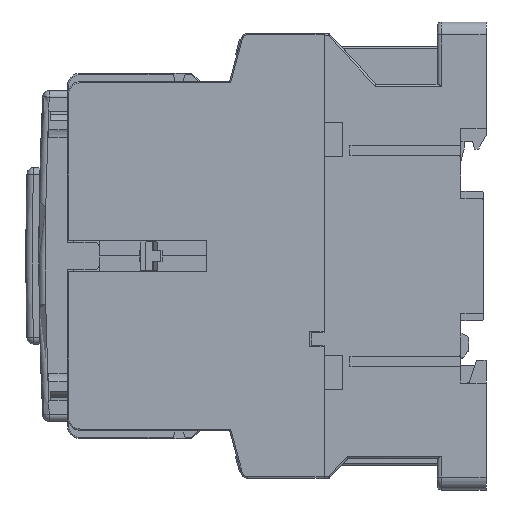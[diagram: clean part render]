
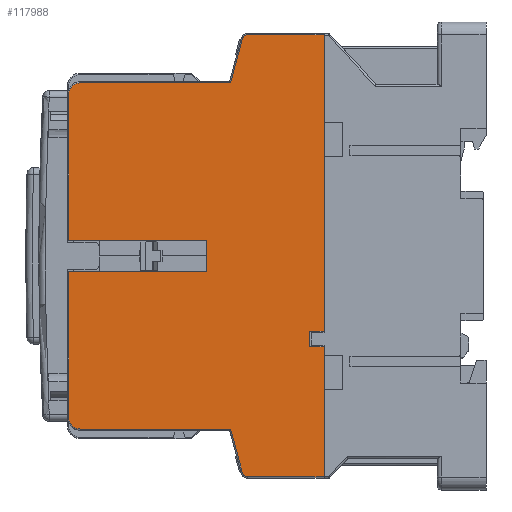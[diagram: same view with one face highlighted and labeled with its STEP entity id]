
A CAD part, left-side view. The second image highlights one B-rep face of the part: STEP entity #117988.
In plain terms, the highlighted planar face has unit normal (-1, 0, 0).
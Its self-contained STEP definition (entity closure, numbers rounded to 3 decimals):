
#92584=DIRECTION('',(0.,0.,1.));
#92585=VECTOR('',#92584,22.5);
#92586=CARTESIAN_POINT('',(-22.401,64.4,-33.687));
#92587=LINE('',#92586,#92585);
#93972=DIRECTION('',(0.,-1.,0.));
#93973=VECTOR('',#93972,22.542);
#93974=CARTESIAN_POINT('',(-22.401,62.6,-9.387));
#93975=LINE('',#93974,#93973);
#93993=DIRECTION('',(0.,-1.,0.));
#93994=VECTOR('',#93993,0.654);
#93995=CARTESIAN_POINT('',(-22.401,40.058,
-9.387));
#93996=LINE('',#93995,#93994);
#94000=DIRECTION('',(0.,0.259,-0.966));
#94001=VECTOR('',#94000,7.047);
#94002=CARTESIAN_POINT('',(-22.401,37.58,
-2.58));
#94003=LINE('',#94002,#94001);
#94007=CARTESIAN_POINT('',(-22.401,36.807,
-2.787));
#94008=DIRECTION('',(-1.,0.,0.));
#94009=DIRECTION('',(0.,0.,1.));
#94010=AXIS2_PLACEMENT_3D('',#94007,#94008,#94009);
#94015=DIRECTION('',(0.,0.,1.));
#94016=VECTOR('',#94015,45.7);
#94017=CARTESIAN_POINT('',(-22.401,25.,-47.687));
#94018=LINE('',#94017,#94016);
#94022=DIRECTION('',(0.,-1.,0.));
#94023=VECTOR('',#94022,2.2);
#94024=CARTESIAN_POINT('',(-22.401,27.2,-47.687));
#94025=LINE('',#94024,#94023);
#94029=DIRECTION('',(0.,0.,1.));
#94030=VECTOR('',#94029,2.4);
#94031=CARTESIAN_POINT('',(-22.401,27.2,-50.087));
#94032=LINE('',#94031,#94030);
#94036=DIRECTION('',(0.,1.,0.));
#94037=VECTOR('',#94036,2.2);
#94038=CARTESIAN_POINT('',(-22.401,25.,-50.087));
#94039=LINE('',#94038,#94037);
#94043=DIRECTION('',(0.,0.,1.));
#94044=VECTOR('',#94043,20.1);
#94045=CARTESIAN_POINT('',(-22.401,25.,-70.187));
#94046=LINE('',#94045,#94044);
#94050=CARTESIAN_POINT('',(-22.401,36.807,
-69.387));
#94051=DIRECTION('',(-1.,0.,0.));
#94052=DIRECTION('',(0.,0.966,-0.259));
#94053=AXIS2_PLACEMENT_3D('',#94050,#94051,#94052);
#94058=DIRECTION('',(0.,-0.259,-0.966));
#94059=VECTOR('',#94058,6.53);
#94060=CARTESIAN_POINT('',(-22.401,39.269,
-63.287));
#94061=LINE('',#94060,#94059);
#94065=DIRECTION('',(0.,-0.259,-0.966));
#94066=VECTOR('',#94065,0.518);
#94067=CARTESIAN_POINT('',(-22.401,39.403,
-62.787));
#94068=LINE('',#94067,#94066);
#94072=CARTESIAN_POINT('',(-22.401,62.6,-60.987));
#94073=DIRECTION('',(-1.,0.,0.));
#94074=DIRECTION('',(0.,1.,0.));
#94075=AXIS2_PLACEMENT_3D('',#94072,#94073,#94074);
#94080=DIRECTION('',(0.,1.,0.));
#94081=VECTOR('',#94080,21.3);
#94082=CARTESIAN_POINT('',(-22.401,43.1,-38.487));
#94083=LINE('',#94082,#94081);
#94087=DIRECTION('',(0.,0.,-1.));
#94088=VECTOR('',#94087,4.8);
#94089=CARTESIAN_POINT('',(-22.401,43.1,-33.687));
#94090=LINE('',#94089,#94088);
#94094=DIRECTION('',(0.,-1.,0.));
#94095=VECTOR('',#94094,21.3);
#94096=CARTESIAN_POINT('',(-22.401,64.4,-33.687));
#94097=LINE('',#94096,#94095);
#94101=CARTESIAN_POINT('',(-22.401,62.6,-11.187));
#94102=DIRECTION('',(-1.,0.,0.));
#94103=DIRECTION('',(0.,0.,1.));
#94104=AXIS2_PLACEMENT_3D('',#94101,#94102,#94103);
#94770=DIRECTION('',(0.,-1.,0.));
#94771=VECTOR('',#94770,11.807);
#94772=CARTESIAN_POINT('',(-22.401,36.807,
-1.987));
#94773=LINE('',#94772,#94771);
#95852=DIRECTION('',(0.,1.,0.));
#95853=VECTOR('',#95852,11.807);
#95854=CARTESIAN_POINT('',(-22.401,25.,-70.187));
#95855=LINE('',#95854,#95853);
#103710=DIRECTION('',(0.,0.,1.));
#103711=VECTOR('',#103710,22.5);
#103712=CARTESIAN_POINT('',(-22.401,64.4,
-60.987));
#103713=LINE('',#103712,#103711);
#103724=DIRECTION('',(0.,1.,0.));
#103725=VECTOR('',#103724,22.697);
#103726=CARTESIAN_POINT('',(-22.401,39.903,
-62.787));
#103727=LINE('',#103726,#103725);
#103731=DIRECTION('',(0.,1.,0.));
#103732=VECTOR('',#103731,0.5);
#103733=CARTESIAN_POINT('',(-22.401,39.403,
-62.787));
#103734=LINE('',#103733,#103732);
#103918=CARTESIAN_POINT('',(-22.401,39.403,
-62.787));
#110255=CARTESIAN_POINT('',(-22.401,43.1,-33.687));
#110257=VERTEX_POINT('',#110255);
#110278=CARTESIAN_POINT('',(-22.401,43.1,-38.487));
#110279=CARTESIAN_POINT('',(-22.401,64.4,
-38.487));
#110280=VERTEX_POINT('',#110278);
#110281=VERTEX_POINT('',#110279);
#110302=CARTESIAN_POINT('',(-22.401,64.4,-33.687));
#110303=VERTEX_POINT('',#110302);
#110931=CARTESIAN_POINT('',(-22.401,37.58,
-69.594));
#110933=VERTEX_POINT('',#110931);
#110994=VERTEX_POINT('',#103918);
#111045=CARTESIAN_POINT('',(-22.401,62.6,-62.787));
#111047=VERTEX_POINT('',#111045);
#111124=CARTESIAN_POINT('',(-22.401,36.807,
-70.187));
#111125=VERTEX_POINT('',#111124);
#111145=CARTESIAN_POINT('',(-22.401,27.2,-47.687));
#111147=VERTEX_POINT('',#111145);
#111150=CARTESIAN_POINT('',(-22.401,36.807,
-1.987));
#111151=VERTEX_POINT('',#111150);
#111152=CARTESIAN_POINT('',(-22.401,27.2,-50.087));
#111154=VERTEX_POINT('',#111152);
#111674=CARTESIAN_POINT('',(-22.401,64.4,
-60.987));
#111675=VERTEX_POINT('',#111674);
#111680=CARTESIAN_POINT('',(-22.401,25.,-70.187));
#111681=VERTEX_POINT('',#111680);
#111686=CARTESIAN_POINT('',(-22.401,64.4,-11.187));
#111687=VERTEX_POINT('',#111686);
#111688=CARTESIAN_POINT('',(-22.401,40.058,
-9.387));
#111689=CARTESIAN_POINT('',(-22.401,39.403,
-9.387));
#111690=VERTEX_POINT('',#111688);
#111691=VERTEX_POINT('',#111689);
#111692=CARTESIAN_POINT('',(-22.401,39.903,
-62.787));
#111693=VERTEX_POINT('',#111692);
#111694=CARTESIAN_POINT('',(-22.401,62.6,-9.387));
#111695=VERTEX_POINT('',#111694);
#111702=CARTESIAN_POINT('',(-22.401,25.,-47.687));
#111703=VERTEX_POINT('',#111702);
#111704=CARTESIAN_POINT('',(-22.401,39.269,
-63.287));
#111705=VERTEX_POINT('',#111704);
#111706=CARTESIAN_POINT('',(-22.401,25.,-50.087));
#111707=VERTEX_POINT('',#111706);
#111708=CARTESIAN_POINT('',(-22.401,37.58,
-2.58));
#111709=VERTEX_POINT('',#111708);
#111710=CARTESIAN_POINT('',(-22.401,25.,-1.987));
#111711=VERTEX_POINT('',#111710);
#117941=CARTESIAN_POINT('',(-22.401,46.7,-36.087));
#117942=DIRECTION('',(1.,0.,0.));
#117943=DIRECTION('',(0.,1.,0.));
#117944=AXIS2_PLACEMENT_3D('',#117941,#117942,#117943);
#117945=PLANE('',#117944);
#117946=ORIENTED_EDGE('',*,*,#117929,.T.);
#117948=ORIENTED_EDGE('',*,*,#117947,.F.);
#117950=ORIENTED_EDGE('',*,*,#117949,.F.);
#117952=ORIENTED_EDGE('',*,*,#117951,.T.);
#117954=ORIENTED_EDGE('',*,*,#117953,.F.);
#117956=ORIENTED_EDGE('',*,*,#117955,.F.);
#117958=ORIENTED_EDGE('',*,*,#117957,.F.);
#117960=ORIENTED_EDGE('',*,*,#117959,.F.);
#117962=ORIENTED_EDGE('',*,*,#117961,.F.);
#117964=ORIENTED_EDGE('',*,*,#117963,.T.);
#117966=ORIENTED_EDGE('',*,*,#117965,.F.);
#117968=ORIENTED_EDGE('',*,*,#117967,.F.);
#117970=ORIENTED_EDGE('',*,*,#117969,.F.);
#117972=ORIENTED_EDGE('',*,*,#117971,.T.);
#117974=ORIENTED_EDGE('',*,*,#117973,.T.);
#117976=ORIENTED_EDGE('',*,*,#117975,.F.);
#117978=ORIENTED_EDGE('',*,*,#117977,.T.);
#117979=ORIENTED_EDGE('',*,*,#116575,.F.);
#117981=ORIENTED_EDGE('',*,*,#117980,.F.);
#117982=ORIENTED_EDGE('',*,*,#116618,.F.);
#117983=ORIENTED_EDGE('',*,*,#116644,.T.);
#117984=ORIENTED_EDGE('',*,*,#116667,.F.);
#117985=ORIENTED_EDGE('',*,*,#117922,.T.);
#117986=EDGE_LOOP('',(#117946,#117948,#117950,#117952,#117954,#117956,#117958,
#117960,#117962,#117964,#117966,#117968,#117970,#117972,#117974,#117976,#117978,
#117979,#117981,#117982,#117983,#117984,#117985));
#117987=FACE_OUTER_BOUND('',#117986,.F.);
#94011=CIRCLE('',#94010,0.8);
#94054=CIRCLE('',#94053,0.8);
#94076=CIRCLE('',#94075,1.8);
#94105=CIRCLE('',#94104,1.8);
#116575=EDGE_CURVE('',#110280,#110281,#94083,.T.);
#116618=EDGE_CURVE('',#110303,#110257,#94097,.T.);
#116644=EDGE_CURVE('',#110303,#111687,#92587,.T.);
#116667=EDGE_CURVE('',#111695,#111687,#94105,.T.);
#117922=EDGE_CURVE('',#111695,#111690,#93975,.T.);
#117929=EDGE_CURVE('',#111690,#111691,#93996,.T.);
#117947=EDGE_CURVE('',#111709,#111691,#94003,.T.);
#117949=EDGE_CURVE('',#111151,#111709,#94011,.T.);
#117951=EDGE_CURVE('',#111151,#111711,#94773,.T.);
#117953=EDGE_CURVE('',#111703,#111711,#94018,.T.);
#117955=EDGE_CURVE('',#111147,#111703,#94025,.T.);
#117957=EDGE_CURVE('',#111154,#111147,#94032,.T.);
#117959=EDGE_CURVE('',#111707,#111154,#94039,.T.);
#117961=EDGE_CURVE('',#111681,#111707,#94046,.T.);
#117963=EDGE_CURVE('',#111681,#111125,#95855,.T.);
#117965=EDGE_CURVE('',#110933,#111125,#94054,.T.);
#117967=EDGE_CURVE('',#111705,#110933,#94061,.T.);
#117969=EDGE_CURVE('',#110994,#111705,#94068,.T.);
#117971=EDGE_CURVE('',#110994,#111693,#103734,.T.);
#117973=EDGE_CURVE('',#111693,#111047,#103727,.T.);
#117975=EDGE_CURVE('',#111675,#111047,#94076,.T.);
#117977=EDGE_CURVE('',#111675,#110281,#103713,.T.);
#117980=EDGE_CURVE('',#110257,#110280,#94090,.T.);
#117988=ADVANCED_FACE('',(#117987),#117945,.F.);
